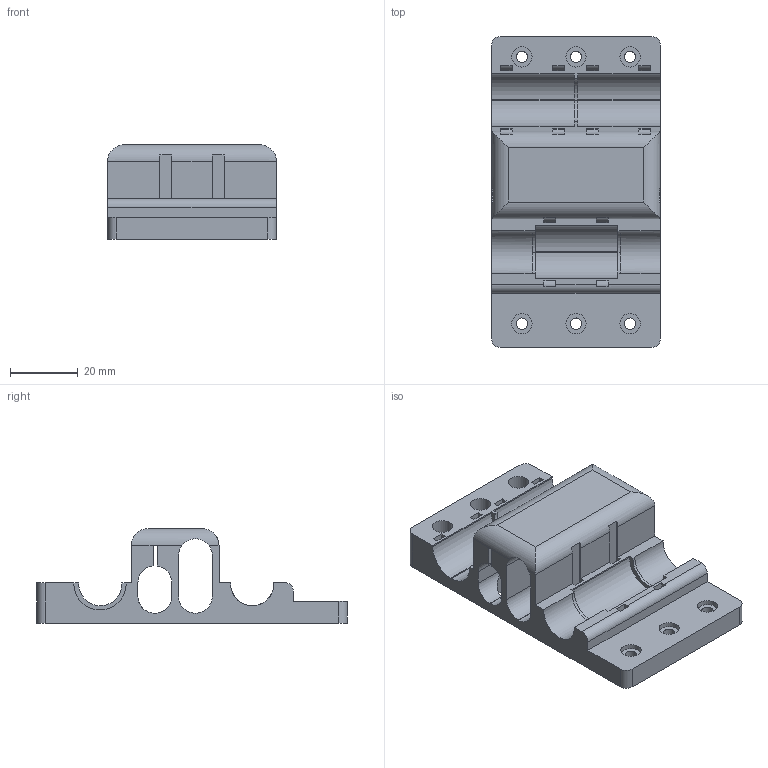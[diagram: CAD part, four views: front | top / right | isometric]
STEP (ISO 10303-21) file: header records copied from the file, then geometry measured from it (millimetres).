
FILE_DESCRIPTION(('FreeCAD Model'),'2;1');
FILE_NAME('XCarriage_RearBeltFixing_Short.step', '2019-06-11T11:49:15',('Author'),(''), 'Open CASCADE STEP processor 7.2','FreeCAD','Unknown');
FILE_SCHEMA(('AUTOMOTIVE_DESIGN { 1 0 10303 214 1 1 1 1 }'));
Products named in the file (1): EXPORT_SmallBody_Rear_BeltFixing
Bounding box: 50 x 92 x 28 mm (x, y, z)
Volume: 41012.8 mm3; surface area: 22593.4 mm2
Topology: 1 solids, 1 shells, 867 faces, 2618 edges, 1746 vertices
Faces by surface type: plane 795, cylinder 72
Full cylindrical faces by diameter (mm): 3.4 x6, 6 x6
Entity records: 68259 total; most frequent: CARTESIAN_POINT 17176, DIRECTION 9382, ORIENTED_EDGE 5236, PCURVE 5236, DEFINITIONAL_REPRESENTATION 5236, LINE 5234, VECTOR 5234, EDGE_CURVE 2618
